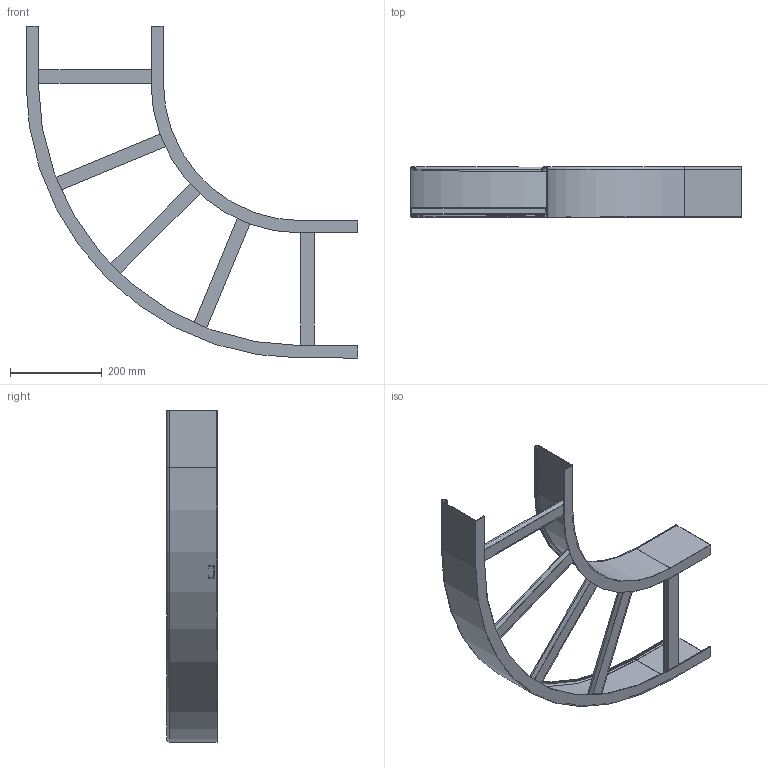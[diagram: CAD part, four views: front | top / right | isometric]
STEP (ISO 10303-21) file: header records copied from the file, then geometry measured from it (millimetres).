
FILE_DESCRIPTION (( 'STEP AP214' ), '1' );
FILE_NAME ('6225174.stp', '2017-03-22T13:19:59', ( '' ), ( '' ), 'SwSTEP 2.0', 'SolidWorks 2016', '' );
FILE_SCHEMA (( 'AUTOMOTIVE_DESIGN' ));
Length unit declared in the file: millimetre
Products named in the file (4): 082108_L293; 087828_Auáenholm 110xR600; 087827_Innenholm 110xR300; 6225174
Assembly tree (7 placements, depth 2):
  6225174
    087827_Innenholm 110xR300
    087828_Auáenholm 110xR600
    082108_L293  x5
Bounding box: 725 x 110 x 725 mm (x, y, z)
Volume: 755142.4 mm3; surface area: 771118.9 mm2
Topology: 7 solids, 7 shells, 222 faces, 584 edges, 376 vertices
Faces by surface type: plane 200, cylinder 18, torus 4
Entity records: 3094 total; most frequent: CARTESIAN_POINT 512, DIRECTION 508, ORIENTED_EDGE 496, EDGE_CURVE 248, LINE 212, VECTOR 212, VERTEX_POINT 152, AXIS2_PLACEMENT_3D 148
